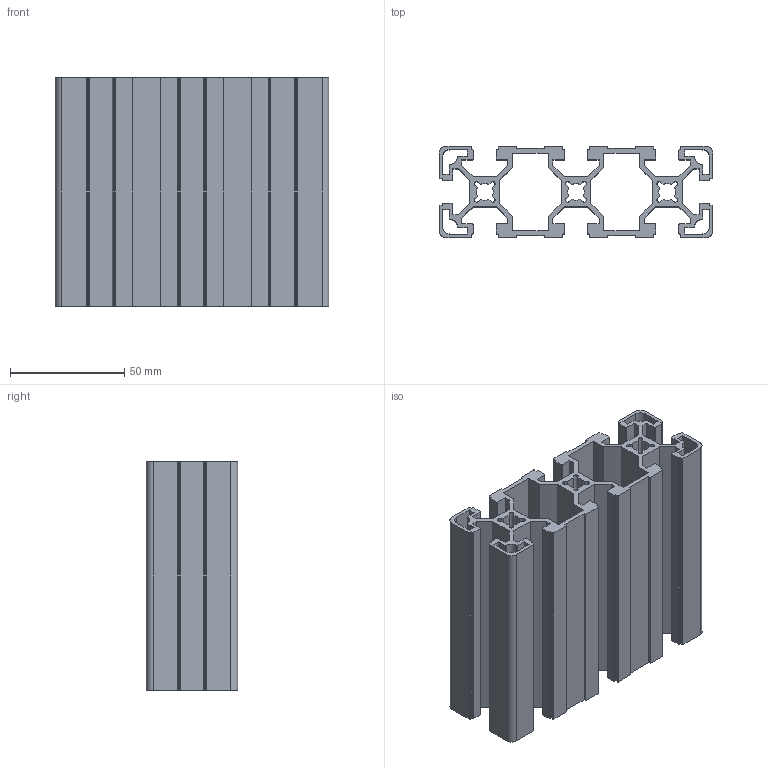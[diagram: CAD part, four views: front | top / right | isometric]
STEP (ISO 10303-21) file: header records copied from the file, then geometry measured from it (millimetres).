
FILE_DESCRIPTION(/* description */ ('Profil 40 x 120L'),/* implementation_level */ '2;1');
FILE_NAME(/* name */ '164012L.stp',/* time_stamp */ '2018-04-29T09:23:36+02:00',/* author */ ('Špaček'),/* organization */ ('Alutec K&K'),/* preprocessor_version */ 'ST-DEVELOPER v16.1',/* originating_system */ 'Autodesk Inventor 2016',/* authorisation */ '');
FILE_SCHEMA (('AUTOMOTIVE_DESIGN { 1 0 10303 214 3 1 1 }'));
Length unit declared in the file: millimetre
Products named in the file (1): 164012L
Bounding box: 120 x 40 x 100 mm (x, y, z)
Volume: 135730.3 mm3; surface area: 117079.8 mm2
Topology: 1 solids, 1 shells, 306 faces, 912 edges, 608 vertices
Faces by surface type: plane 214, cylinder 92
Entity records: 10300 total; most frequent: CARTESIAN_POINT 1827, ORIENTED_EDGE 1824, DIRECTION 1710, EDGE_CURVE 912, LINE 728, VECTOR 728, VERTEX_POINT 608, AXIS2_PLACEMENT_3D 491
